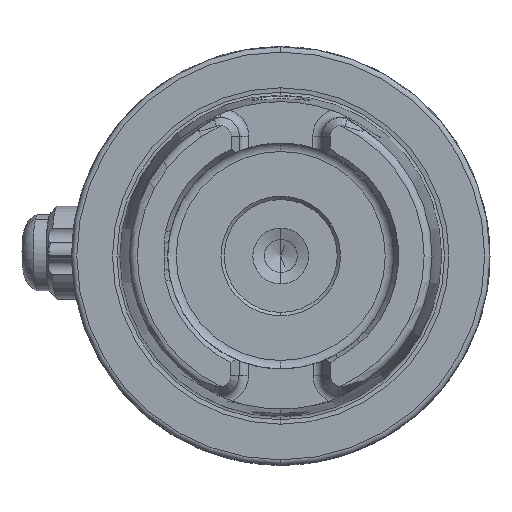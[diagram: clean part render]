
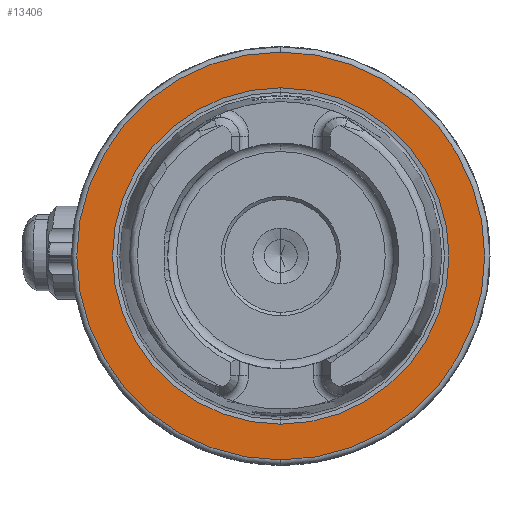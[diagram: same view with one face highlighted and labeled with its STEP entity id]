
A CAD part, left-side view. The second image highlights one B-rep face of the part: STEP entity #13406.
In plain terms, the highlighted planar face has unit normal (-1, 0, 0).
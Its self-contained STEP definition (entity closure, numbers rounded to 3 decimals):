
#10 = VERTEX_POINT ( 'NONE', #2008 ) ;
#222 = VERTEX_POINT ( 'NONE', #21196 ) ;
#583 = CARTESIAN_POINT ( 'NONE',  ( 0., 0., 0. ) ) ;
#1250 = AXIS2_PLACEMENT_3D ( 'NONE', #21156, #2906, #6536 ) ;
#1946 = EDGE_LOOP ( 'NONE', ( #23268, #16829 ) ) ;
#2008 = CARTESIAN_POINT ( 'NONE',  ( 0., 0., -25.324 ) ) ;
#2234 = CARTESIAN_POINT ( 'NONE',  ( 0., 0., 0. ) ) ;
#2906 = DIRECTION ( 'NONE',  ( 1., 0., 0. ) ) ;
#2910 = AXIS2_PLACEMENT_3D ( 'NONE', #10021, #15514, #13749 ) ;
#3072 = AXIS2_PLACEMENT_3D ( 'NONE', #23016, #17609, #10398 ) ;
#3740 = EDGE_CURVE ( 'NONE', #222, #6082, #9611, .T. ) ;
#4208 = DIRECTION ( 'NONE',  ( -1., 0., 0. ) ) ;
#4516 = EDGE_CURVE ( 'NONE', #10, #9656, #22356, .T. ) ;
#5813 = AXIS2_PLACEMENT_3D ( 'NONE', #2234, #5877, #13198 ) ;
#5877 = DIRECTION ( 'NONE',  ( -1., 0., 0. ) ) ;
#6082 = VERTEX_POINT ( 'NONE', #15283 ) ;
#6093 = EDGE_CURVE ( 'NONE', #6082, #222, #9228, .T. ) ;
#6536 = DIRECTION ( 'NONE',  ( 0., 0., -1. ) ) ;
#9228 = CIRCLE ( 'NONE', #2910, 30.7 ) ;
#9611 = CIRCLE ( 'NONE', #5813, 30.7 ) ;
#9656 = VERTEX_POINT ( 'NONE', #11258 ) ;
#10021 = CARTESIAN_POINT ( 'NONE',  ( 0., 0., 0. ) ) ;
#10398 = DIRECTION ( 'NONE',  ( 0., 0., 1. ) ) ;
#11258 = CARTESIAN_POINT ( 'NONE',  ( 0., 0., 25.324 ) ) ;
#12047 = ORIENTED_EDGE ( 'NONE', *, *, #6093, .T. ) ;
#12127 = ORIENTED_EDGE ( 'NONE', *, *, #3740, .T. ) ;
#12549 = AXIS2_PLACEMENT_3D ( 'NONE', #583, #4208, #18501 ) ;
#13198 = DIRECTION ( 'NONE',  ( 0., 0., 1. ) ) ;
#13406 = ADVANCED_FACE ( 'NONE', ( #18318, #16922 ), #13708, .F. ) ;
#13708 = PLANE ( 'NONE',  #1250 ) ;
#13749 = DIRECTION ( 'NONE',  ( 0., 0., 1. ) ) ;
#14430 = EDGE_CURVE ( 'NONE', #9656, #10, #22822, .T. ) ;
#15283 = CARTESIAN_POINT ( 'NONE',  ( 0., 0., 30.7 ) ) ;
#15514 = DIRECTION ( 'NONE',  ( -1., 0., 0. ) ) ;
#16829 = ORIENTED_EDGE ( 'NONE', *, *, #4516, .F. ) ;
#16922 = FACE_OUTER_BOUND ( 'NONE', #22446, .T. ) ;
#17609 = DIRECTION ( 'NONE',  ( -1., 0., 0. ) ) ;
#18318 = FACE_BOUND ( 'NONE', #1946, .T. ) ;
#18501 = DIRECTION ( 'NONE',  ( 0., 0., 1. ) ) ;
#21156 = CARTESIAN_POINT ( 'NONE',  ( 0., 30.7, 0. ) ) ;
#21196 = CARTESIAN_POINT ( 'NONE',  ( 0., 0., -30.7 ) ) ;
#22356 = CIRCLE ( 'NONE', #12549, 25.324 ) ;
#22446 = EDGE_LOOP ( 'NONE', ( #12047, #12127 ) ) ;
#22822 = CIRCLE ( 'NONE', #3072, 25.324 ) ;
#23016 = CARTESIAN_POINT ( 'NONE',  ( 0., 0., 0. ) ) ;
#23268 = ORIENTED_EDGE ( 'NONE', *, *, #14430, .F. ) ;
